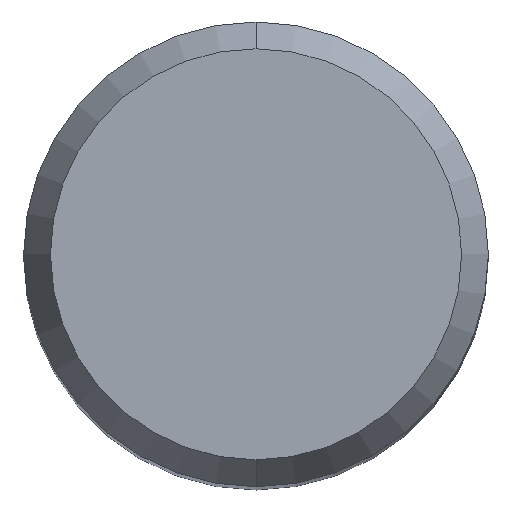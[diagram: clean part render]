
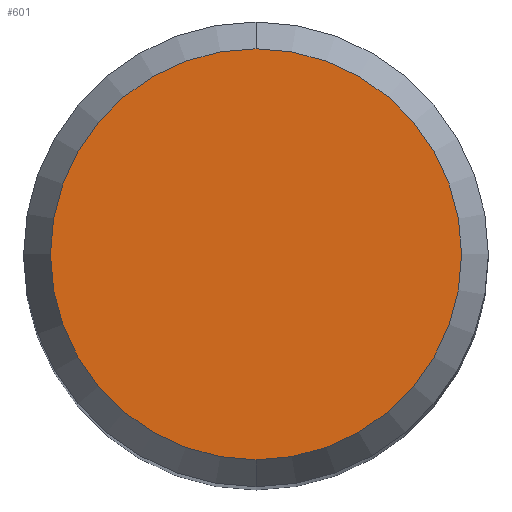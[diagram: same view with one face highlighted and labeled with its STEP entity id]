
A CAD part, top view. The second image highlights one B-rep face of the part: STEP entity #601.
In plain terms, the highlighted planar face has unit normal (0, 0, 1).
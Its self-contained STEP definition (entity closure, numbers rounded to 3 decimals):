
#601=ADVANCED_FACE('',(#1712),#1713,.T.);
#839=EDGE_CURVE('',#1179,#1111,#1980,.T.);
#1111=VERTEX_POINT('',#2279);
#1179=VERTEX_POINT('',#2351);
#1423=EDGE_CURVE('',#1111,#1179,#2615,.T.);
#1712=FACE_OUTER_BOUND('',#2990,.T.);
#1713=PLANE('',#2991);
#1980=CIRCLE('',#4942,4.423);
#2279=CARTESIAN_POINT('',(0.,-4.423,0.0));
#2351=CARTESIAN_POINT('',(0.0,4.423,0.0));
#2615=CIRCLE('',#9110,4.423);
#2990=EDGE_LOOP('',(#11322,#11323));
#2991=AXIS2_PLACEMENT_3D('',#11324,#11325,#11326);
#4942=AXIS2_PLACEMENT_3D('',#11713,#11714,#11715);
#9110=AXIS2_PLACEMENT_3D('',#12374,#12375,#12376);
#11322=ORIENTED_EDGE('',*,*,#839,.F.);
#11323=ORIENTED_EDGE('',*,*,#1423,.F.);
#11324=CARTESIAN_POINT('',(0.0,2.211,0.0));
#11325=DIRECTION('',(-0.0,0.0,1.0));
#11326=DIRECTION('',(0.0,-1.0,0.0));
#11713=CARTESIAN_POINT('',(0.0,0.0,0.0));
#11714=DIRECTION('',(0.0,0.0,-1.0));
#11715=DIRECTION('',(0.0,1.0,0.0));
#12374=CARTESIAN_POINT('',(0.0,0.0,0.0));
#12375=DIRECTION('',(0.0,0.0,-1.0));
#12376=DIRECTION('',(0.0,1.0,0.0));
